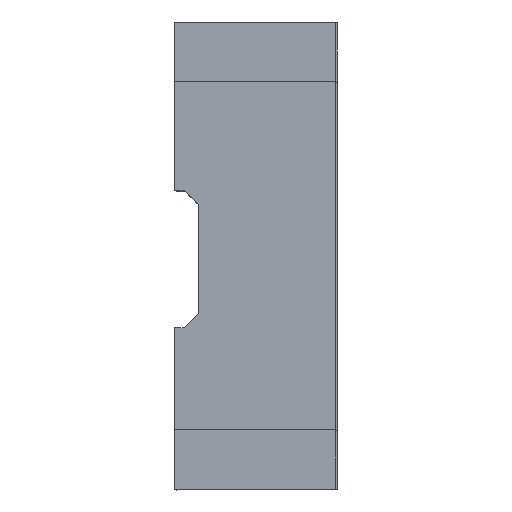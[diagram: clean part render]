
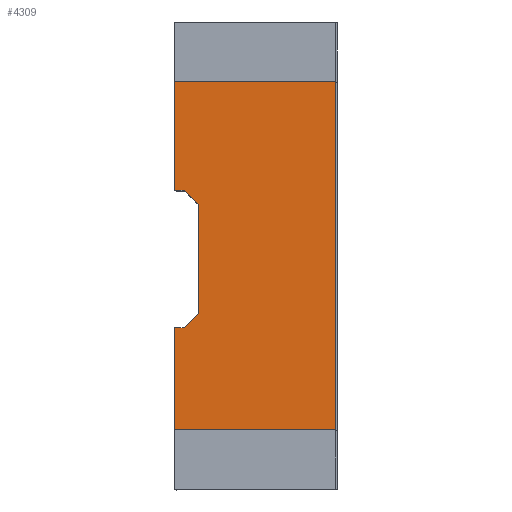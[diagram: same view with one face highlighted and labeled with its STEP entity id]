
A CAD part, left-side view. The second image highlights one B-rep face of the part: STEP entity #4309.
In plain terms, the highlighted planar face has unit normal (-1, 0, 0).
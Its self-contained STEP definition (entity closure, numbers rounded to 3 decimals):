
#229=FACE_OUTER_BOUND('',#468,.T.);
#468=EDGE_LOOP('',(#2921,#2922,#2923,#2924,#2925,#2926,#2927,#2928,#2929,
#2930,#2931));
#732=LINE('',#6197,#1285);
#735=LINE('',#6203,#1288);
#754=LINE('',#6242,#1307);
#755=LINE('',#6244,#1308);
#756=LINE('',#6246,#1309);
#757=LINE('',#6248,#1310);
#758=LINE('',#6250,#1311);
#759=LINE('',#6252,#1312);
#760=LINE('',#6254,#1313);
#761=LINE('',#6256,#1314);
#762=LINE('',#6257,#1315);
#1285=VECTOR('',#4994,10.);
#1288=VECTOR('',#4999,10.);
#1307=VECTOR('',#5032,10.);
#1308=VECTOR('',#5033,10.);
#1309=VECTOR('',#5034,10.);
#1310=VECTOR('',#5035,10.);
#1311=VECTOR('',#5036,10.);
#1312=VECTOR('',#5037,10.);
#1313=VECTOR('',#5038,10.);
#1314=VECTOR('',#5039,10.);
#1315=VECTOR('',#5040,10.);
#1827=VERTEX_POINT('',#6190);
#1830=VERTEX_POINT('',#6195);
#1832=VERTEX_POINT('',#6200);
#1845=VERTEX_POINT('',#6241);
#1846=VERTEX_POINT('',#6243);
#1847=VERTEX_POINT('',#6245);
#1848=VERTEX_POINT('',#6247);
#1849=VERTEX_POINT('',#6249);
#1850=VERTEX_POINT('',#6251);
#1851=VERTEX_POINT('',#6253);
#1852=VERTEX_POINT('',#6255);
#2249=EDGE_CURVE('',#1830,#1827,#732,.T.);
#2252=EDGE_CURVE('',#1827,#1832,#735,.F.);
#2271=EDGE_CURVE('',#1832,#1845,#754,.T.);
#2272=EDGE_CURVE('',#1846,#1830,#755,.T.);
#2273=EDGE_CURVE('',#1847,#1846,#756,.T.);
#2274=EDGE_CURVE('',#1847,#1848,#757,.T.);
#2275=EDGE_CURVE('',#1848,#1849,#758,.T.);
#2276=EDGE_CURVE('',#1849,#1850,#759,.T.);
#2277=EDGE_CURVE('',#1850,#1851,#760,.T.);
#2278=EDGE_CURVE('',#1851,#1852,#761,.T.);
#2279=EDGE_CURVE('',#1845,#1852,#762,.T.);
#2921=ORIENTED_EDGE('',*,*,#2271,.F.);
#2922=ORIENTED_EDGE('',*,*,#2252,.F.);
#2923=ORIENTED_EDGE('',*,*,#2249,.F.);
#2924=ORIENTED_EDGE('',*,*,#2272,.F.);
#2925=ORIENTED_EDGE('',*,*,#2273,.F.);
#2926=ORIENTED_EDGE('',*,*,#2274,.T.);
#2927=ORIENTED_EDGE('',*,*,#2275,.T.);
#2928=ORIENTED_EDGE('',*,*,#2276,.T.);
#2929=ORIENTED_EDGE('',*,*,#2277,.T.);
#2930=ORIENTED_EDGE('',*,*,#2278,.T.);
#2931=ORIENTED_EDGE('',*,*,#2279,.F.);
#4081=PLANE('',#4635);
#4309=ADVANCED_FACE('',(#229),#4081,.F.);
#4635=AXIS2_PLACEMENT_3D('',#6240,#5030,#5031);
#4994=DIRECTION('',(0.,-1.,0.));
#4999=DIRECTION('',(0.,0.,1.));
#5030=DIRECTION('center_axis',(1.,0.,0.));
#5031=DIRECTION('ref_axis',(0.,1.,0.));
#5032=DIRECTION('',(0.,1.,0.));
#5033=DIRECTION('',(0.,0.,1.));
#5034=DIRECTION('',(0.,0.,1.));
#5035=DIRECTION('',(0.,-1.,0.));
#5036=DIRECTION('',(0.,-0.707,-0.707));
#5037=DIRECTION('',(0.,0.,-1.));
#5038=DIRECTION('',(0.,0.707,-0.707));
#5039=DIRECTION('',(0.,1.,0.));
#5040=DIRECTION('',(0.,0.,1.));
#6190=CARTESIAN_POINT('',(-37.738,345.204,255.5));
#6195=CARTESIAN_POINT('',(-37.738,352.004,255.5));
#6197=CARTESIAN_POINT('',(-37.738,348.554,255.5));
#6200=CARTESIAN_POINT('',(-37.738,345.204,240.8));
#6203=CARTESIAN_POINT('',(-37.738,345.204,246.8));
#6240=CARTESIAN_POINT('Origin',(-37.738,348.504,246.8));
#6241=CARTESIAN_POINT('',(-37.738,352.004,240.8));
#6242=CARTESIAN_POINT('',(-37.738,348.554,240.8));
#6243=CARTESIAN_POINT('',(-37.738,352.004,255.1));
#6244=CARTESIAN_POINT('',(-37.738,352.004,246.8));
#6245=CARTESIAN_POINT('',(-37.738,352.004,250.9));
#6246=CARTESIAN_POINT('',(-37.738,352.004,246.8));
#6247=CARTESIAN_POINT('',(-37.738,351.604,250.9));
#6248=CARTESIAN_POINT('',(-37.738,349.754,250.9));
#6249=CARTESIAN_POINT('',(-37.738,351.004,250.3));
#6250=CARTESIAN_POINT('',(-37.738,349.654,248.95));
#6251=CARTESIAN_POINT('',(-37.738,351.004,245.7));
#6252=CARTESIAN_POINT('',(-37.738,351.004,245.95));
#6253=CARTESIAN_POINT('',(-37.738,351.604,245.1));
#6254=CARTESIAN_POINT('',(-37.738,350.254,246.45));
#6255=CARTESIAN_POINT('',(-37.738,352.004,245.1));
#6256=CARTESIAN_POINT('',(-37.738,350.254,245.1));
#6257=CARTESIAN_POINT('',(-37.738,352.004,246.8));
